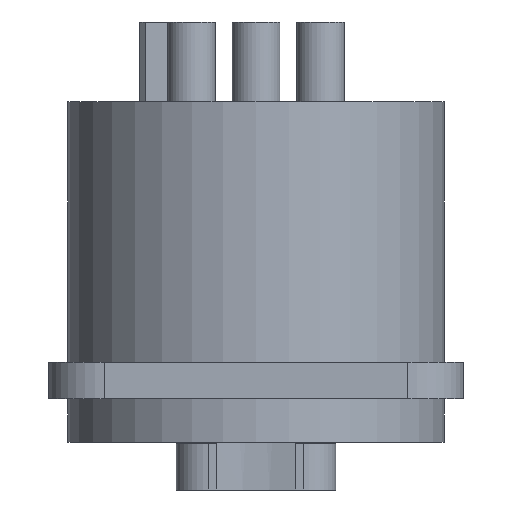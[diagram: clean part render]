
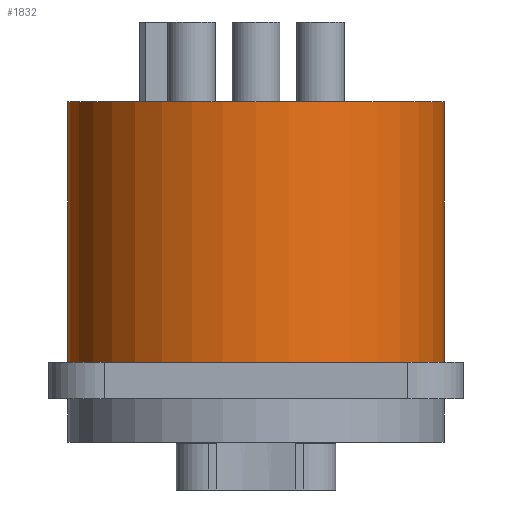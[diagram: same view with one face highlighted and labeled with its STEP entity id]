
A CAD part, front view. The second image highlights one B-rep face of the part: STEP entity #1832.
In plain terms, the highlighted cylindrical face has radius 11.8 mm (diameter 23.6 mm), a partial arc.
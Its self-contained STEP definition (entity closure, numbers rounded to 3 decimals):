
#269=CARTESIAN_POINT('',(0.,0.,2.3));
#270=DIRECTION('',(0.,0.,-1.));
#271=DIRECTION('',(1.,0.,0.));
#272=AXIS2_PLACEMENT_3D('',#269,#270,#271);
#347=DIRECTION('',(0.,0.,-1.));
#348=VECTOR('',#347,16.3);
#349=CARTESIAN_POINT('',(-11.8,0.,18.6));
#350=LINE('',#349,#348);
#375=DIRECTION('',(0.,0.,-1.));
#376=VECTOR('',#375,16.3);
#377=CARTESIAN_POINT('',(11.8,0.,18.6));
#378=LINE('',#377,#376);
#937=CARTESIAN_POINT('',(0.,0.,18.6));
#938=DIRECTION('',(0.,0.,-1.));
#939=DIRECTION('',(1.,0.,0.));
#940=AXIS2_PLACEMENT_3D('',#937,#938,#939);
#1349=CARTESIAN_POINT('',(-11.8,0.,18.6));
#1350=CARTESIAN_POINT('',(11.8,0.,18.6));
#1351=VERTEX_POINT('',#1349);
#1352=VERTEX_POINT('',#1350);
#1361=CARTESIAN_POINT('',(-11.8,0.,2.3));
#1362=VERTEX_POINT('',#1361);
#1363=CARTESIAN_POINT('',(11.8,0.,2.3));
#1364=VERTEX_POINT('',#1363);
#1820=CARTESIAN_POINT('',(0.,0.,18.6));
#1821=DIRECTION('',(0.,0.,-1.));
#1822=DIRECTION('',(-1.,0.,0.));
#1823=AXIS2_PLACEMENT_3D('',#1820,#1821,#1822);
#1824=CYLINDRICAL_SURFACE('',#1823,11.8);
#1825=ORIENTED_EDGE('',*,*,#1774,.F.);
#1827=ORIENTED_EDGE('',*,*,#1826,.F.);
#1828=ORIENTED_EDGE('',*,*,#1777,.T.);
#1829=ORIENTED_EDGE('',*,*,#1634,.T.);
#1830=EDGE_LOOP('',(#1825,#1827,#1828,#1829));
#1831=FACE_OUTER_BOUND('',#1830,.F.);
#1832=ADVANCED_FACE('',(#1831),#1824,.T.);
#273=CIRCLE('',#272,11.8);
#941=CIRCLE('',#940,11.8);
#1634=EDGE_CURVE('',#1364,#1362,#273,.T.);
#1774=EDGE_CURVE('',#1351,#1362,#350,.T.);
#1777=EDGE_CURVE('',#1352,#1364,#378,.T.);
#1826=EDGE_CURVE('',#1352,#1351,#941,.T.);
